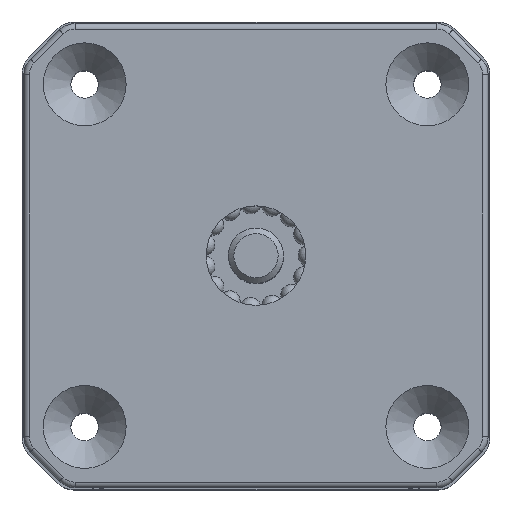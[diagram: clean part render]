
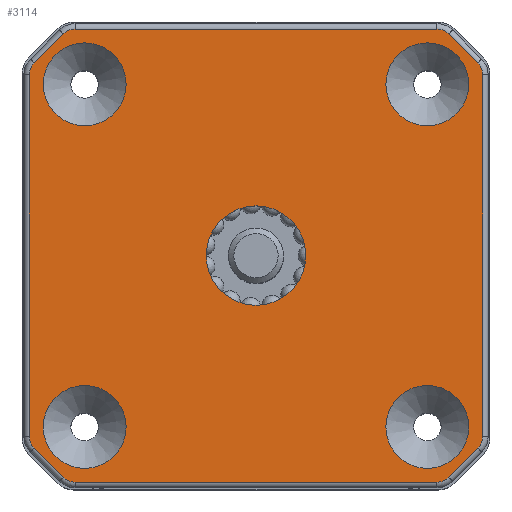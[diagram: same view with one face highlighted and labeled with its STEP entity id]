
A CAD part, top view. The second image highlights one B-rep face of the part: STEP entity #3114.
In plain terms, the highlighted planar face has unit normal (0, 0, 1).
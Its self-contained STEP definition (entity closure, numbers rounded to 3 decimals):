
#295=LINE('',#4864,#463);
#296=LINE('',#4868,#464);
#297=LINE('',#4872,#465);
#298=LINE('',#4876,#466);
#299=LINE('',#4880,#467);
#300=LINE('',#4884,#468);
#301=LINE('',#4888,#469);
#302=LINE('',#4892,#470);
#463=VECTOR('',#3847,1000.);
#464=VECTOR('',#3850,1000.);
#465=VECTOR('',#3853,1000.);
#466=VECTOR('',#3856,1000.);
#467=VECTOR('',#3859,1000.);
#468=VECTOR('',#3862,1000.);
#469=VECTOR('',#3865,1000.);
#470=VECTOR('',#3868,1000.);
#588=FACE_BOUND('',#798,.T.);
#589=FACE_BOUND('',#799,.T.);
#590=FACE_BOUND('',#800,.T.);
#591=FACE_BOUND('',#801,.T.);
#592=FACE_BOUND('',#802,.T.);
#620=FACE_OUTER_BOUND('',#797,.T.);
#797=EDGE_LOOP('',(#2143,#2144,#2145,#2146,#2147,#2148,#2149,#2150,#2151,
#2152,#2153,#2154,#2155,#2156,#2157,#2158));
#798=EDGE_LOOP('',(#2159));
#799=EDGE_LOOP('',(#2160));
#800=EDGE_LOOP('',(#2161));
#801=EDGE_LOOP('',(#2162));
#802=EDGE_LOOP('',(#2163));
#992=CIRCLE('',#3317,3.75);
#994=CIRCLE('',#3320,3.75);
#996=CIRCLE('',#3323,3.75);
#998=CIRCLE('',#3326,3.75);
#999=CIRCLE('',#3328,4.5);
#1000=CIRCLE('',#3334,1.5);
#1001=CIRCLE('',#3335,1.5);
#1002=CIRCLE('',#3336,1.5);
#1003=CIRCLE('',#3337,1.5);
#1004=CIRCLE('',#3338,1.5);
#1005=CIRCLE('',#3339,1.5);
#1006=CIRCLE('',#3340,1.5);
#1007=CIRCLE('',#3341,1.5);
#1242=VERTEX_POINT('',#4776);
#1244=VERTEX_POINT('',#4782);
#1246=VERTEX_POINT('',#4788);
#1248=VERTEX_POINT('',#4794);
#1249=VERTEX_POINT('',#4798);
#1274=VERTEX_POINT('',#4862);
#1275=VERTEX_POINT('',#4863);
#1276=VERTEX_POINT('',#4865);
#1277=VERTEX_POINT('',#4867);
#1278=VERTEX_POINT('',#4869);
#1279=VERTEX_POINT('',#4871);
#1280=VERTEX_POINT('',#4873);
#1281=VERTEX_POINT('',#4875);
#1282=VERTEX_POINT('',#4877);
#1283=VERTEX_POINT('',#4879);
#1284=VERTEX_POINT('',#4881);
#1285=VERTEX_POINT('',#4883);
#1286=VERTEX_POINT('',#4885);
#1287=VERTEX_POINT('',#4887);
#1288=VERTEX_POINT('',#4889);
#1289=VERTEX_POINT('',#4891);
#1582=EDGE_CURVE('',#1242,#1242,#992,.T.);
#1585=EDGE_CURVE('',#1244,#1244,#994,.T.);
#1588=EDGE_CURVE('',#1246,#1246,#996,.T.);
#1591=EDGE_CURVE('',#1248,#1248,#998,.T.);
#1593=EDGE_CURVE('',#1249,#1249,#999,.T.);
#1626=EDGE_CURVE('',#1274,#1275,#295,.T.);
#1627=EDGE_CURVE('',#1275,#1276,#1000,.T.);
#1628=EDGE_CURVE('',#1276,#1277,#296,.T.);
#1629=EDGE_CURVE('',#1277,#1278,#1001,.T.);
#1630=EDGE_CURVE('',#1278,#1279,#297,.T.);
#1631=EDGE_CURVE('',#1279,#1280,#1002,.T.);
#1632=EDGE_CURVE('',#1280,#1281,#298,.T.);
#1633=EDGE_CURVE('',#1281,#1282,#1003,.T.);
#1634=EDGE_CURVE('',#1282,#1283,#299,.T.);
#1635=EDGE_CURVE('',#1283,#1284,#1004,.T.);
#1636=EDGE_CURVE('',#1284,#1285,#300,.T.);
#1637=EDGE_CURVE('',#1285,#1286,#1005,.T.);
#1638=EDGE_CURVE('',#1286,#1287,#301,.T.);
#1639=EDGE_CURVE('',#1287,#1288,#1006,.T.);
#1640=EDGE_CURVE('',#1288,#1289,#302,.T.);
#1641=EDGE_CURVE('',#1289,#1274,#1007,.T.);
#2143=ORIENTED_EDGE('',*,*,#1626,.T.);
#2144=ORIENTED_EDGE('',*,*,#1627,.T.);
#2145=ORIENTED_EDGE('',*,*,#1628,.T.);
#2146=ORIENTED_EDGE('',*,*,#1629,.T.);
#2147=ORIENTED_EDGE('',*,*,#1630,.T.);
#2148=ORIENTED_EDGE('',*,*,#1631,.T.);
#2149=ORIENTED_EDGE('',*,*,#1632,.T.);
#2150=ORIENTED_EDGE('',*,*,#1633,.T.);
#2151=ORIENTED_EDGE('',*,*,#1634,.T.);
#2152=ORIENTED_EDGE('',*,*,#1635,.T.);
#2153=ORIENTED_EDGE('',*,*,#1636,.T.);
#2154=ORIENTED_EDGE('',*,*,#1637,.T.);
#2155=ORIENTED_EDGE('',*,*,#1638,.T.);
#2156=ORIENTED_EDGE('',*,*,#1639,.T.);
#2157=ORIENTED_EDGE('',*,*,#1640,.T.);
#2158=ORIENTED_EDGE('',*,*,#1641,.T.);
#2159=ORIENTED_EDGE('',*,*,#1591,.T.);
#2160=ORIENTED_EDGE('',*,*,#1588,.T.);
#2161=ORIENTED_EDGE('',*,*,#1585,.T.);
#2162=ORIENTED_EDGE('',*,*,#1582,.T.);
#2163=ORIENTED_EDGE('',*,*,#1593,.T.);
#3060=PLANE('',#3333);
#3114=ADVANCED_FACE('',(#620,#588,#589,#590,#591,#592),#3060,.F.);
#3317=AXIS2_PLACEMENT_3D('',#4778,#3777,#3778);
#3320=AXIS2_PLACEMENT_3D('',#4784,#3784,#3785);
#3323=AXIS2_PLACEMENT_3D('',#4790,#3791,#3792);
#3326=AXIS2_PLACEMENT_3D('',#4796,#3798,#3799);
#3328=AXIS2_PLACEMENT_3D('',#4800,#3803,#3804);
#3333=AXIS2_PLACEMENT_3D('',#4861,#3845,#3846);
#3334=AXIS2_PLACEMENT_3D('',#4866,#3848,#3849);
#3335=AXIS2_PLACEMENT_3D('',#4870,#3851,#3852);
#3336=AXIS2_PLACEMENT_3D('',#4874,#3854,#3855);
#3337=AXIS2_PLACEMENT_3D('',#4878,#3857,#3858);
#3338=AXIS2_PLACEMENT_3D('',#4882,#3860,#3861);
#3339=AXIS2_PLACEMENT_3D('',#4886,#3863,#3864);
#3340=AXIS2_PLACEMENT_3D('',#4890,#3866,#3867);
#3341=AXIS2_PLACEMENT_3D('',#4893,#3869,#3870);
#3777=DIRECTION('center_axis',(0.,0.,-1.));
#3778=DIRECTION('ref_axis',(0.,1.,0.));
#3784=DIRECTION('center_axis',(0.,0.,-1.));
#3785=DIRECTION('ref_axis',(0.,1.,0.));
#3791=DIRECTION('center_axis',(0.,0.,-1.));
#3792=DIRECTION('ref_axis',(0.,1.,0.));
#3798=DIRECTION('center_axis',(0.,0.,-1.));
#3799=DIRECTION('ref_axis',(0.,1.,0.));
#3803=DIRECTION('center_axis',(0.,0.,-1.));
#3804=DIRECTION('ref_axis',(0.,1.,0.));
#3845=DIRECTION('center_axis',(0.,0.,-1.));
#3846=DIRECTION('ref_axis',(0.,1.,0.));
#3847=DIRECTION('',(-1.,0.,0.));
#3848=DIRECTION('center_axis',(0.,0.,1.));
#3849=DIRECTION('ref_axis',(0.,1.,0.));
#3850=DIRECTION('',(-0.707,-0.707,0.));
#3851=DIRECTION('center_axis',(0.,0.,1.));
#3852=DIRECTION('ref_axis',(0.,1.,0.));
#3853=DIRECTION('',(0.,-1.,0.));
#3854=DIRECTION('center_axis',(0.,0.,1.));
#3855=DIRECTION('ref_axis',(0.,1.,0.));
#3856=DIRECTION('',(0.707,-0.707,0.));
#3857=DIRECTION('center_axis',(0.,0.,1.));
#3858=DIRECTION('ref_axis',(0.,1.,0.));
#3859=DIRECTION('',(1.,0.,0.));
#3860=DIRECTION('center_axis',(0.,0.,1.));
#3861=DIRECTION('ref_axis',(0.,1.,0.));
#3862=DIRECTION('',(0.707,0.707,0.));
#3863=DIRECTION('center_axis',(0.,0.,1.));
#3864=DIRECTION('ref_axis',(0.,1.,0.));
#3865=DIRECTION('',(0.,1.,0.));
#3866=DIRECTION('center_axis',(0.,0.,1.));
#3867=DIRECTION('ref_axis',(0.,1.,0.));
#3868=DIRECTION('',(-0.707,0.707,0.));
#3869=DIRECTION('center_axis',(0.,0.,1.));
#3870=DIRECTION('ref_axis',(0.,1.,0.));
#4776=CARTESIAN_POINT('',(-20.2,4.25,1099.));
#4778=CARTESIAN_POINT('Origin',(-20.2,0.5,1099.));
#4782=CARTESIAN_POINT('',(10.8,4.25,1099.));
#4784=CARTESIAN_POINT('Origin',(10.8,0.5,1099.));
#4788=CARTESIAN_POINT('',(10.8,-26.75,1099.));
#4790=CARTESIAN_POINT('Origin',(10.8,-30.5,1099.));
#4794=CARTESIAN_POINT('',(-20.2,-26.75,1099.));
#4796=CARTESIAN_POINT('Origin',(-20.2,-30.5,1099.));
#4798=CARTESIAN_POINT('',(-4.7,-10.5,1099.));
#4800=CARTESIAN_POINT('Origin',(-4.7,-15.,1099.));
#4861=CARTESIAN_POINT('Origin',(-4.7,-15.,1099.));
#4862=CARTESIAN_POINT('',(11.672,5.5,1099.));
#4863=CARTESIAN_POINT('',(-21.072,5.5,1099.));
#4864=CARTESIAN_POINT('',(-4.7,5.5,1099.));
#4865=CARTESIAN_POINT('',(-22.132,5.061,1099.));
#4866=CARTESIAN_POINT('Origin',(-21.072,4.,1099.));
#4867=CARTESIAN_POINT('',(-24.761,2.432,1099.));
#4868=CARTESIAN_POINT('',(-23.446,3.746,1099.));
#4869=CARTESIAN_POINT('',(-25.2,1.372,1099.));
#4870=CARTESIAN_POINT('Origin',(-23.7,1.372,1099.));
#4871=CARTESIAN_POINT('',(-25.2,-31.372,1099.));
#4872=CARTESIAN_POINT('',(-25.2,-31.372,1099.));
#4873=CARTESIAN_POINT('',(-24.761,-32.432,1099.));
#4874=CARTESIAN_POINT('Origin',(-23.7,-31.372,1099.));
#4875=CARTESIAN_POINT('',(-22.132,-35.061,1099.));
#4876=CARTESIAN_POINT('',(-22.132,-35.061,1099.));
#4877=CARTESIAN_POINT('',(-21.072,-35.5,1099.));
#4878=CARTESIAN_POINT('Origin',(-21.072,-34.,1099.));
#4879=CARTESIAN_POINT('',(11.672,-35.5,1099.));
#4880=CARTESIAN_POINT('',(11.672,-35.5,1099.));
#4881=CARTESIAN_POINT('',(12.732,-35.061,1099.));
#4882=CARTESIAN_POINT('Origin',(11.672,-34.,1099.));
#4883=CARTESIAN_POINT('',(15.361,-32.432,1099.));
#4884=CARTESIAN_POINT('',(15.361,-32.432,1099.));
#4885=CARTESIAN_POINT('',(15.8,-31.372,1099.));
#4886=CARTESIAN_POINT('Origin',(14.3,-31.372,1099.));
#4887=CARTESIAN_POINT('',(15.8,1.372,1099.));
#4888=CARTESIAN_POINT('',(15.8,-15.,1099.));
#4889=CARTESIAN_POINT('',(15.361,2.432,1099.));
#4890=CARTESIAN_POINT('Origin',(14.3,1.372,1099.));
#4891=CARTESIAN_POINT('',(12.732,5.061,1099.));
#4892=CARTESIAN_POINT('',(14.046,3.746,1099.));
#4893=CARTESIAN_POINT('Origin',(11.672,4.,1099.));
